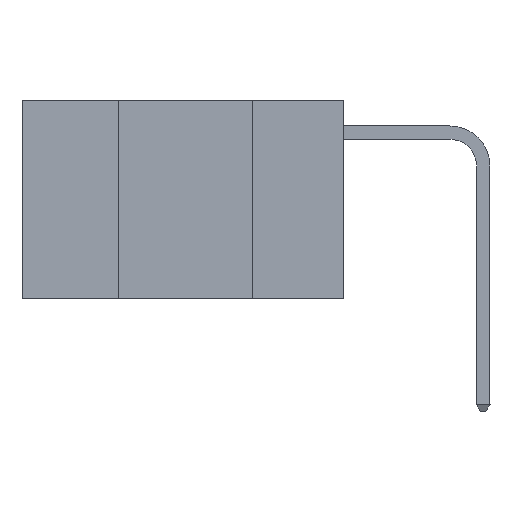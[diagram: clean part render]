
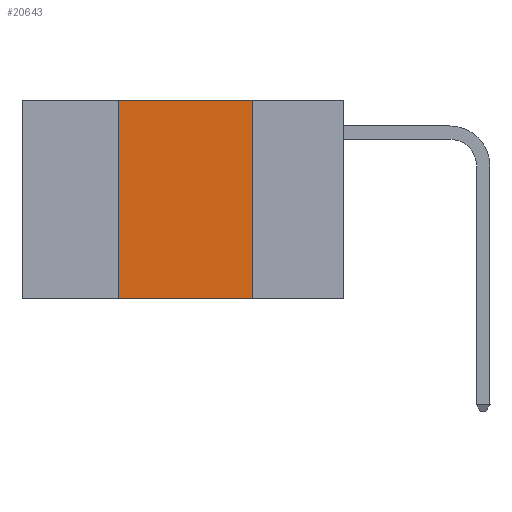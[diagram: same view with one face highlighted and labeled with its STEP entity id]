
A CAD part, left-side view. The second image highlights one B-rep face of the part: STEP entity #20643.
In plain terms, the highlighted planar face has unit normal (-1, 0, 0).
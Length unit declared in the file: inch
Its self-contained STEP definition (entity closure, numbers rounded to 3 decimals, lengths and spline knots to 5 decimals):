
#43 = CARTESIAN_POINT ( 'NONE',  ( 0., 0.42, 0. ) ) ;
#110 = CARTESIAN_POINT ( 'NONE',  ( 0., 0.6, 0. ) ) ;
#378 = VERTEX_POINT ( 'NONE', #15041 ) ;
#1701 = VECTOR ( 'NONE', #4395, 39.37008 ) ;
#2432 = ORIENTED_EDGE ( 'NONE', *, *, #6021, .F. ) ;
#2498 = DIRECTION ( 'NONE',  ( 0., -1., 0. ) ) ;
#2648 = VERTEX_POINT ( 'NONE', #2691 ) ;
#2691 = CARTESIAN_POINT ( 'NONE',  ( 0., 0.17, -0.37 ) ) ;
#2931 = CARTESIAN_POINT ( 'NONE',  ( 0., 0.6, -0.37 ) ) ;
#3056 = EDGE_CURVE ( 'NONE', #18056, #2648, #8565, .T. ) ;
#3461 = ORIENTED_EDGE ( 'NONE', *, *, #3056, .F. ) ;
#3922 = AXIS2_PLACEMENT_3D ( 'NONE', #110, #4456, #22926 ) ;
#4395 = DIRECTION ( 'NONE',  ( 0., -1., 0. ) ) ;
#4456 = DIRECTION ( 'NONE',  ( 1., 0., 0. ) ) ;
#5434 = ORIENTED_EDGE ( 'NONE', *, *, #21069, .F. ) ;
#6021 = EDGE_CURVE ( 'NONE', #18238, #18056, #14315, .T. ) ;
#6324 = PLANE ( 'NONE',  #3922 ) ;
#7708 = VECTOR ( 'NONE', #2498, 39.37008 ) ;
#8565 = LINE ( 'NONE', #17050, #11280 ) ;
#10148 = CARTESIAN_POINT ( 'NONE',  ( 0., 0.42, 0. ) ) ;
#11280 = VECTOR ( 'NONE', #18776, 39.37008 ) ;
#14315 = LINE ( 'NONE', #24296, #7708 ) ;
#14775 = LINE ( 'NONE', #10148, #16187 ) ;
#15041 = CARTESIAN_POINT ( 'NONE',  ( 0., 0.42, -0.37 ) ) ;
#16187 = VECTOR ( 'NONE', #18495, 39.37008 ) ;
#17050 = CARTESIAN_POINT ( 'NONE',  ( 0., 0.17, 0. ) ) ;
#18056 = VERTEX_POINT ( 'NONE', #20884 ) ;
#18238 = VERTEX_POINT ( 'NONE', #43 ) ;
#18495 = DIRECTION ( 'NONE',  ( 0., 0., 1. ) ) ;
#18776 = DIRECTION ( 'NONE',  ( 0., 0., -1. ) ) ;
#19598 = EDGE_CURVE ( 'NONE', #378, #2648, #22983, .T. ) ;
#20643 = ADVANCED_FACE ( 'NONE', ( #20795 ), #6324, .F. ) ;
#20795 = FACE_OUTER_BOUND ( 'NONE', #24218, .T. ) ;
#20884 = CARTESIAN_POINT ( 'NONE',  ( 0., 0.17, 0. ) ) ;
#21069 = EDGE_CURVE ( 'NONE', #378, #18238, #14775, .T. ) ;
#22926 = DIRECTION ( 'NONE',  ( 0., 0., -1. ) ) ;
#22983 = LINE ( 'NONE', #2931, #1701 ) ;
#23539 = ORIENTED_EDGE ( 'NONE', *, *, #19598, .T. ) ;
#24218 = EDGE_LOOP ( 'NONE', ( #3461, #2432, #5434, #23539 ) ) ;
#24296 = CARTESIAN_POINT ( 'NONE',  ( 0., 0.6, 0. ) ) ;
